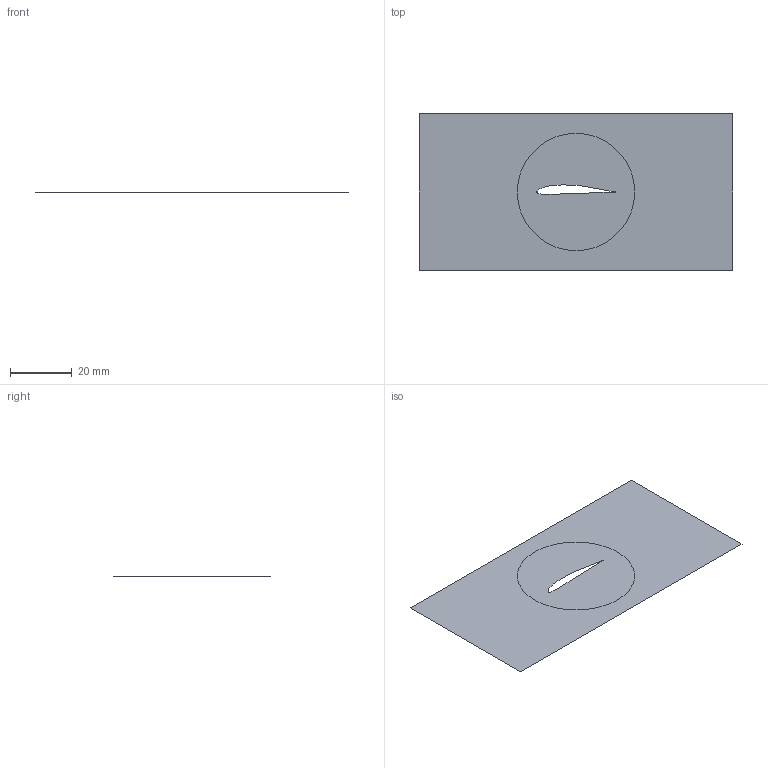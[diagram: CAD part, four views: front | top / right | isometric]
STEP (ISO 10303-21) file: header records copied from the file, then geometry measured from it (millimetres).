
FILE_DESCRIPTION (( 'STEP AP203' ), '1' );
FILE_NAME ('AirFoilCad.STEP', '2023-04-17T19:53:43', ( '' ), ( '' ), 'SwSTEP 2.0', 'SolidWorks 2022', '' );
FILE_SCHEMA (( 'CONFIG_CONTROL_DESIGN' ));
Length unit declared in the file: inch
Products named in the file (1): AirFoilCad
Bounding box: 101.6 x 50.8 x 0 mm (x, y, z)
Surface area: 5108.4 mm2 (no closed solid volume)
Topology: 0 solids, 2 shells, 2 faces, 10 edges, 10 vertices
Faces by surface type: plane 2
Entity records: 306 total; most frequent: CARTESIAN_POINT 139, DIRECTION 19, EDGE_CURVE 10, ORIENTED_EDGE 10, VERTEX_POINT 10, PERSON_AND_ORGANIZATION 8, AXIS2_PLACEMENT_3D 7, LOCAL_TIME 5
